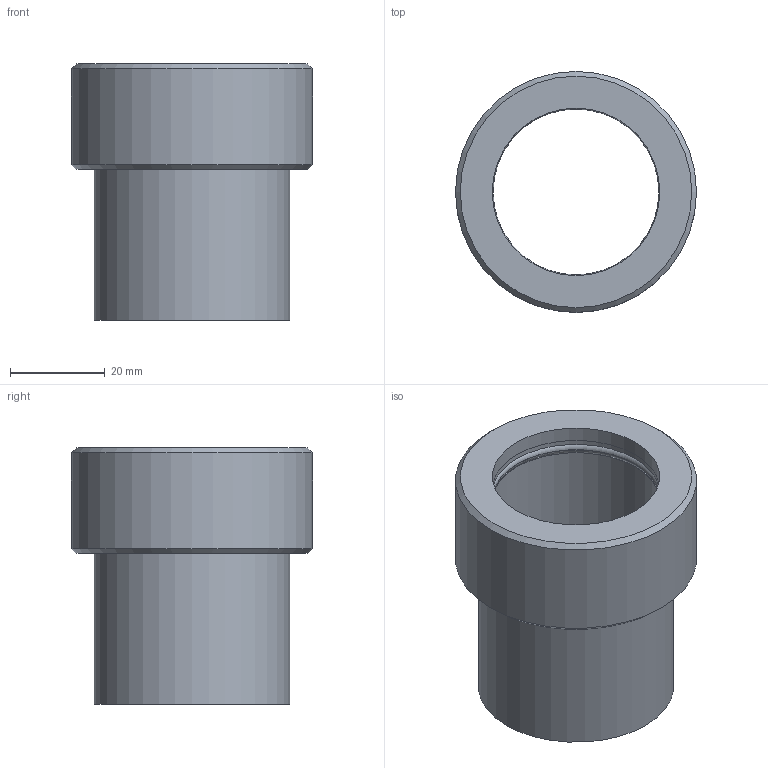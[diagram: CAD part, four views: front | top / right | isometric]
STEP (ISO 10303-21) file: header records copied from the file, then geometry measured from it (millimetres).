
FILE_DESCRIPTION(/* description */ (''),/* implementation_level */ '2;1');
FILE_NAME(/* name */ '1000124a.stp',/* time_stamp */ '2019-08-01T09:26:18-04:00',/* author */ ('Glen_C'),/* organization */ (''),/* preprocessor_version */ 'ST-DEVELOPER v16.13',/* originating_system */ 'Autodesk Inventor 2018',/* authorisation */ '');
FILE_SCHEMA (('AUTOMOTIVE_DESIGN { 1 0 10303 214 3 1 1 }'));
Length unit declared in the file: inch
Products named in the file (1): 1000124a
Bounding box: 50.8 x 50.8 x 53.98 mm (x, y, z)
Volume: 35405.9 mm3; surface area: 24397.7 mm2
Topology: 4 solids, 4 shells, 33 faces, 56 edges, 35 vertices
Faces by surface type: cylinder 12, plane 12, cone 5, torus 4
Full cylindrical faces by diameter (mm): 34.925 x1, 35.306 x3, 41.275 x2, 41.986 x1, 43.434 x1, 44.069 x1, 44.653 x1, 46.025 x1, 50.8 x1
Entity records: 779 total; most frequent: DIRECTION 134, CARTESIAN_POINT 100, AXIS2_PLACEMENT_3D 67, EDGE_LOOP 66, ORIENTED_EDGE 66, STYLED_ITEM 37, FACE_BOUND 33, FACE_OUTER_BOUND 33
